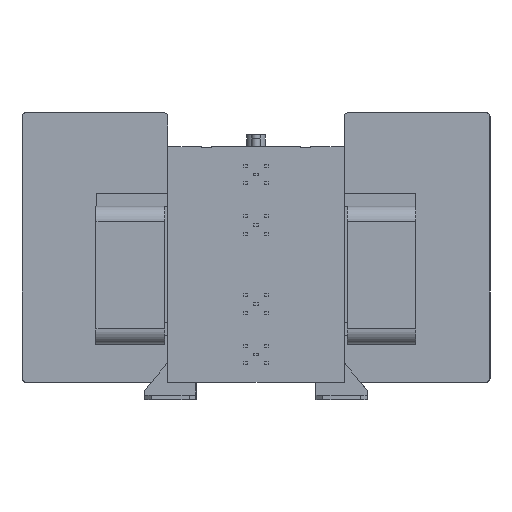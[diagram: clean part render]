
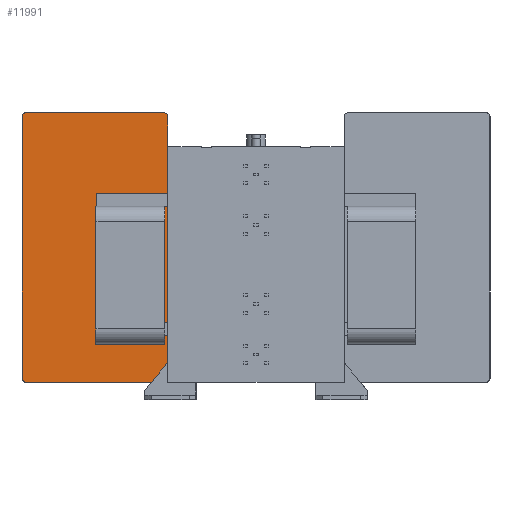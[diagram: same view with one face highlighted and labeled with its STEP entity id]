
A CAD part, front view. The second image highlights one B-rep face of the part: STEP entity #11991.
In plain terms, the highlighted planar face has unit normal (0, -1, 0).
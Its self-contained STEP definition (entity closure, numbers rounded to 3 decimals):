
#495=DIRECTION('',(-1.,0.,0.));
#496=VECTOR('',#495,165.);
#497=CARTESIAN_POINT('',(328.661,-100.795,-160.58));
#498=LINE('',#497,#496);
#690=DIRECTION('',(0.,0.,1.));
#691=VECTOR('',#690,275.);
#692=CARTESIAN_POINT('',(328.661,-100.795,-160.58));
#693=LINE('',#692,#691);
#694=CARTESIAN_POINT('',(163.661,-100.795,-155.58));
#695=DIRECTION('',(0.,-1.,0.));
#696=DIRECTION('',(-1.,0.,0.));
#697=AXIS2_PLACEMENT_3D('',#694,#695,#696);
#699=DIRECTION('',(0.,0.,-1.));
#700=VECTOR('',#699,305.);
#701=CARTESIAN_POINT('',(158.661,-100.795,149.42));
#702=LINE('',#701,#700);
#703=CARTESIAN_POINT('',(163.661,-100.795,149.42));
#704=DIRECTION('',(0.,-1.,0.));
#705=DIRECTION('',(0.,0.,1.));
#706=AXIS2_PLACEMENT_3D('',#703,#704,#705);
#708=DIRECTION('',(-1.,0.,0.));
#709=VECTOR('',#708,160.);
#710=CARTESIAN_POINT('',(323.661,-100.795,154.42));
#711=LINE('',#710,#709);
#712=CARTESIAN_POINT('',(323.661,-100.795,149.42));
#713=DIRECTION('',(0.,-1.,0.));
#714=DIRECTION('',(1.,0.,0.));
#715=AXIS2_PLACEMENT_3D('',#712,#713,#714);
#717=DIRECTION('',(0.,0.,1.));
#718=VECTOR('',#717,35.);
#719=CARTESIAN_POINT('',(328.661,-100.795,114.42));
#720=LINE('',#719,#718);
#8898=CARTESIAN_POINT('',(158.661,-100.795,
-155.58));
#8899=CARTESIAN_POINT('',(163.661,-100.795,
-160.58));
#8900=VERTEX_POINT('',#8898);
#8901=VERTEX_POINT('',#8899);
#8906=CARTESIAN_POINT('',(158.661,-100.795,149.42));
#8907=VERTEX_POINT('',#8906);
#8910=CARTESIAN_POINT('',(163.661,-100.795,154.42));
#8911=VERTEX_POINT('',#8910);
#8914=CARTESIAN_POINT('',(323.661,-100.795,154.42));
#8915=VERTEX_POINT('',#8914);
#10487=CARTESIAN_POINT('',(328.661,-100.795,
114.42));
#10489=VERTEX_POINT('',#10487);
#10492=CARTESIAN_POINT('',(328.661,-100.795,
149.42));
#10493=VERTEX_POINT('',#10492);
#11248=CARTESIAN_POINT('',(328.661,-100.795,
-160.58));
#11249=VERTEX_POINT('',#11248);
#11970=CARTESIAN_POINT('',(243.661,-100.795,
-3.08));
#11971=DIRECTION('',(0.,1.,0.));
#11972=DIRECTION('',(1.,0.,0.));
#11973=AXIS2_PLACEMENT_3D('',#11970,#11971,#11972);
#11974=PLANE('',#11973);
#11976=ORIENTED_EDGE('',*,*,#11975,.F.);
#11977=ORIENTED_EDGE('',*,*,#11829,.T.);
#11979=ORIENTED_EDGE('',*,*,#11978,.F.);
#11981=ORIENTED_EDGE('',*,*,#11980,.F.);
#11983=ORIENTED_EDGE('',*,*,#11982,.F.);
#11985=ORIENTED_EDGE('',*,*,#11984,.F.);
#11986=ORIENTED_EDGE('',*,*,#11953,.F.);
#11988=ORIENTED_EDGE('',*,*,#11987,.F.);
#11989=EDGE_LOOP('',(#11976,#11977,#11979,#11981,#11983,#11985,#11986,#11988));
#11990=FACE_OUTER_BOUND('',#11989,.F.);
#698=CIRCLE('',#697,5.);
#707=CIRCLE('',#706,5.);
#716=CIRCLE('',#715,5.);
#11829=EDGE_CURVE('',#11249,#8901,#498,.T.);
#11953=EDGE_CURVE('',#10493,#8915,#716,.T.);
#11975=EDGE_CURVE('',#11249,#10489,#693,.T.);
#11978=EDGE_CURVE('',#8900,#8901,#698,.T.);
#11980=EDGE_CURVE('',#8907,#8900,#702,.T.);
#11982=EDGE_CURVE('',#8911,#8907,#707,.T.);
#11984=EDGE_CURVE('',#8915,#8911,#711,.T.);
#11987=EDGE_CURVE('',#10489,#10493,#720,.T.);
#11991=ADVANCED_FACE('',(#11990),#11974,.F.);
